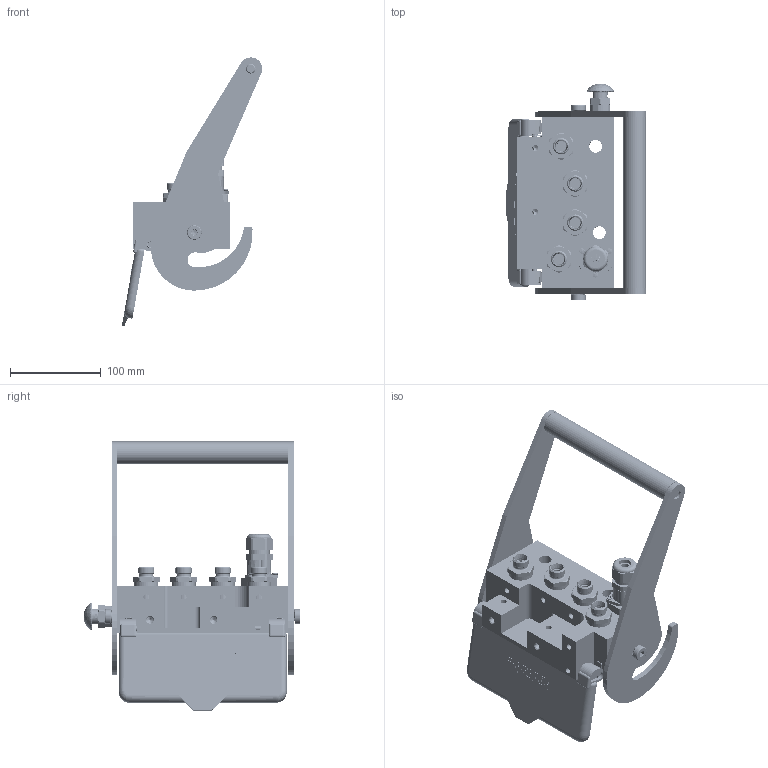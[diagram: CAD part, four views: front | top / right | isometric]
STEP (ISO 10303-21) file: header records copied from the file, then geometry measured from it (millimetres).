
FILE_DESCRIPTION (( 'STEP AP214' ), '1' );
FILE_NAME ('FASTER.step', '2021-08-01T23:13:12', ( '' ), ( '' ), 'SwSTEP 2.0', 'SolidWorks 2017', '' );
FILE_SCHEMA (( 'AUTOMOTIVE_DESIGN' ));
Length unit declared in the file: millimetre
Products named in the file (37): or1_5x7_m; 2ffnb38-2_18_f; ET011-ET007; 4830_013_3000_020; 0048_317_1000_000; 4830_047_0000_000; 4830_025_2000_000; 4830_001_0004_000; 4830_025_1000_000; sicura_p5; FASTER; 4830_024_0002_020; 4830_022_0000_011; 4830_001_0005_301; 4830_024_0002_000_ASM; 4132_014_0000_000; 4132_072_0000_300; 4830_044_0000_001; corpospel08-3f; 4830_024_0002_010; 4830_027_0000_001; conn_3p_f_ps06; 4830_001_0005_300; 4830_024_0002_000; 4241_072_0000_200; PS06-1_F_BASE; 4830_070_0000_001; 4830_046_0000_000; 4830_025_0000_001; et007; 4830_001_0001_004; 4830_020_0000_003; et011; CURS_MOLLA_38; 0048_042_0412_000; A_2ffnb38-2_18_f
Assembly tree (44 placements, depth 4):
  FASTER
    PS06-1_F_BASE
      4830_020_0000_003
      4830_001_0001_004
      4830_001_0004_000  x2
      4830_013_3000_020  x2
      0048_317_1000_000  x2
      4830_001_0005_300
      4830_001_0005_301
    A_2ffnb38-2_18_f  x4
      CURS_MOLLA_38
        4132_072_0000_300
        4132_014_0000_000
      2ffnb38-2_18_f
        2ffnb38-2_18_f
    conn_3p_f_ps06
      4830_047_0000_000
      4830_044_0000_001  x3
      4830_046_0000_000
      4241_072_0000_200
      corpospel08-3f
    4830_024_0002_000
      4830_024_0002_000_ASM
        4830_024_0002_010
        4830_027_0000_001
        4830_024_0002_020
      sicura_p5
        4830_025_0000_001
        or1_5x7_m
        0048_042_0412_000
      4830_025_2000_000
      4830_025_1000_000
      4830_022_0000_011
      4830_070_0000_001
    ET011-ET007
      et011
      et007
Bounding box: 154.29 x 238.48 x 296.01 mm (x, y, z)
Volume: 275960.3 mm3; surface area: 329447.1 mm2
Topology: 29 solids, 95 shells, 5471 faces, 14483 edges, 9325 vertices
Faces by surface type: plane 3445, cylinder 959, torus 419, cone 413, bspline 215, sphere 20
Entity records: 189484 total; most frequent: CARTESIAN_POINT 61214, ORIENTED_EDGE 25324, DIRECTION 23499, EDGE_CURVE 12995, LINE 9635, VECTOR 9635, VERTEX_POINT 8446, AXIS2_PLACEMENT_3D 6932
